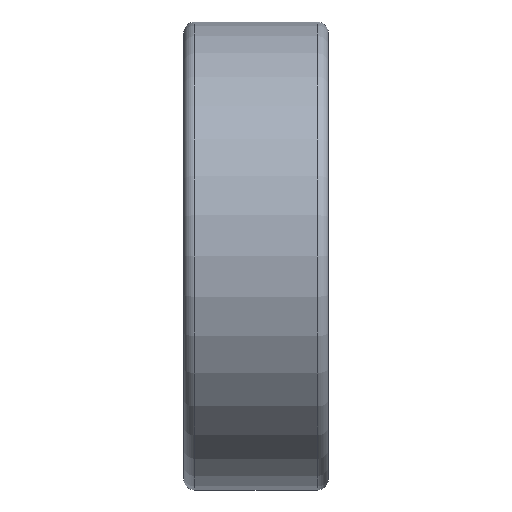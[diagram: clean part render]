
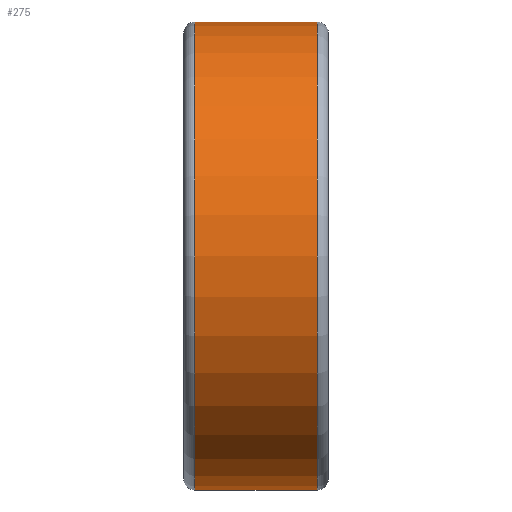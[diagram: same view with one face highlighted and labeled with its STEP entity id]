
A CAD part, front view. The second image highlights one B-rep face of the part: STEP entity #275.
In plain terms, the highlighted cylindrical face has radius 21 mm (diameter 42 mm), a full revolution.
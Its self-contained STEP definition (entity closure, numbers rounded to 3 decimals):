
#275 = ADVANCED_FACE( '', ( #463, #464 ), #465, .T. );
#463 = FACE_OUTER_BOUND( '', #644, .T. );
#464 = FACE_OUTER_BOUND( '', #645, .T. );
#465 = CYLINDRICAL_SURFACE( '', #646, 21. );
#644 = EDGE_LOOP( '', ( #835 ) );
#645 = EDGE_LOOP( '', ( #836 ) );
#646 = AXIS2_PLACEMENT_3D( '', #837, #838, #839 );
#835 = ORIENTED_EDGE( '', *, *, #1049, .T. );
#836 = ORIENTED_EDGE( '', *, *, #1029, .F. );
#837 = CARTESIAN_POINT( '', ( 50., 0., 0. ) );
#838 = DIRECTION( '', ( -1., 0., 0. ) );
#839 = DIRECTION( '', ( 0., 0., -1. ) );
#1029 = EDGE_CURVE( '', #1123, #1123, #1124, .T. );
#1049 = EDGE_CURVE( '', #1152, #1152, #1153, .T. );
#1123 = VERTEX_POINT( '', #1244 );
#1124 = CIRCLE( '', #1245, 21. );
#1152 = VERTEX_POINT( '', #1273 );
#1153 = CIRCLE( '', #1274, 21. );
#1244 = CARTESIAN_POINT( '', ( 12., 0., -21. ) );
#1245 = AXIS2_PLACEMENT_3D( '', #1368, #1369, #1370 );
#1273 = CARTESIAN_POINT( '', ( 1., 0., -21. ) );
#1274 = AXIS2_PLACEMENT_3D( '', #1401, #1402, #1403 );
#1368 = CARTESIAN_POINT( '', ( 12., 0., 0. ) );
#1369 = DIRECTION( '', ( 1., 0., 0. ) );
#1370 = DIRECTION( '', ( 0., 0., -1. ) );
#1401 = CARTESIAN_POINT( '', ( 1., 0., 0. ) );
#1402 = DIRECTION( '', ( 1., 0., 0. ) );
#1403 = DIRECTION( '', ( 0., 0., -1. ) );
